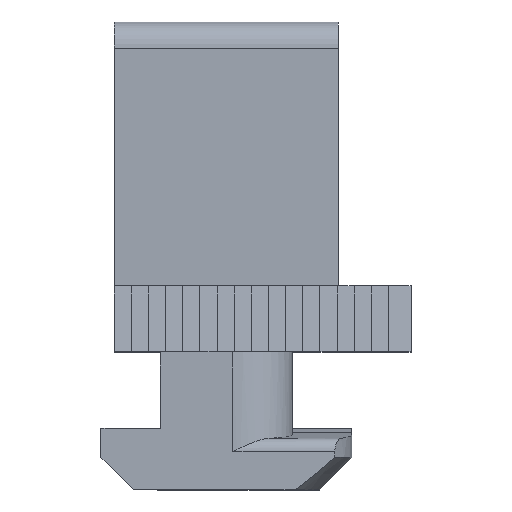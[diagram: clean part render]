
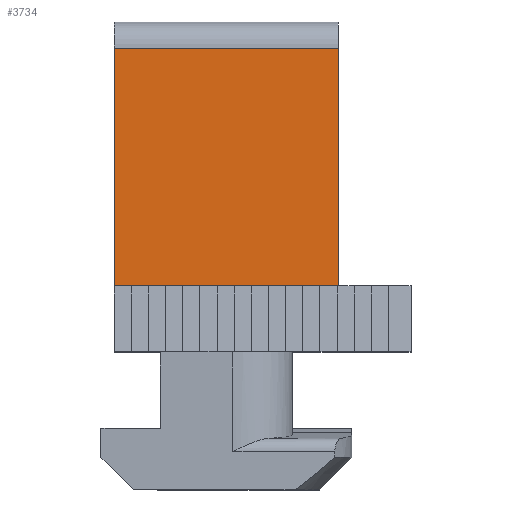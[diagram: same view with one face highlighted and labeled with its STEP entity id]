
A CAD part, top view. The second image highlights one B-rep face of the part: STEP entity #3734.
In plain terms, the highlighted planar face has unit normal (0, 0, 1).
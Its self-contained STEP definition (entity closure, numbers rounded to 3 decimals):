
#1370 = PLANE('',#1371);
#1371 = AXIS2_PLACEMENT_3D('',#1372,#1373,#1374);
#1372 = CARTESIAN_POINT('',(-8.5,-5.,-7.));
#1373 = DIRECTION('',(-1.,0.,0.));
#1374 = DIRECTION('',(0.,0.,1.));
#2139 = PLANE('',#2140);
#2140 = AXIS2_PLACEMENT_3D('',#2141,#2142,#2143);
#2141 = CARTESIAN_POINT('',(8.5,18.,8.));
#2142 = DIRECTION('',(1.,0.,0.));
#2143 = DIRECTION('',(0.,0.,-1.));
#2491 = VERTEX_POINT('',#2492);
#2492 = CARTESIAN_POINT('',(8.5,18.,10.));
#2507 = CYLINDRICAL_SURFACE('',#2508,2.);
#2508 = AXIS2_PLACEMENT_3D('',#2509,#2510,#2511);
#2509 = CARTESIAN_POINT('',(-8.5,18.,8.));
#2510 = DIRECTION('',(-1.,-0.,-0.));
#2511 = DIRECTION('',(0.,0.,-1.));
#2519 = EDGE_CURVE('',#2491,#2520,#2522,.T.);
#2520 = VERTEX_POINT('',#2521);
#2521 = CARTESIAN_POINT('',(8.5,0.,10.));
#2522 = SURFACE_CURVE('',#2523,(#2527,#2534),.PCURVE_S1.);
#2523 = LINE('',#2524,#2525);
#2524 = CARTESIAN_POINT('',(8.5,18.,10.));
#2525 = VECTOR('',#2526,1.);
#2526 = DIRECTION('',(0.,-1.,0.));
#2527 = PCURVE('',#2139,#2528);
#2528 = DEFINITIONAL_REPRESENTATION('',(#2529),#2533);
#2529 = LINE('',#2530,#2531);
#2530 = CARTESIAN_POINT('',(-2.,0.));
#2531 = VECTOR('',#2532,1.);
#2532 = DIRECTION('',(0.,-1.));
#2533 = ( GEOMETRIC_REPRESENTATION_CONTEXT(2) 
PARAMETRIC_REPRESENTATION_CONTEXT() REPRESENTATION_CONTEXT('2D SPACE',''
  ) );
#2534 = PCURVE('',#2535,#2540);
#2535 = PLANE('',#2536);
#2536 = AXIS2_PLACEMENT_3D('',#2537,#2538,#2539);
#2537 = CARTESIAN_POINT('',(-8.5,18.,10.));
#2538 = DIRECTION('',(-0.,0.,1.));
#2539 = DIRECTION('',(1.,0.,0.));
#2540 = DEFINITIONAL_REPRESENTATION('',(#2541),#2545);
#2541 = LINE('',#2542,#2543);
#2542 = CARTESIAN_POINT('',(17.,0.));
#2543 = VECTOR('',#2544,1.);
#2544 = DIRECTION('',(0.,-1.));
#2545 = ( GEOMETRIC_REPRESENTATION_CONTEXT(2) 
PARAMETRIC_REPRESENTATION_CONTEXT() REPRESENTATION_CONTEXT('2D SPACE',''
  ) );
#2563 = PLANE('',#2564);
#2564 = AXIS2_PLACEMENT_3D('',#2565,#2566,#2567);
#2565 = CARTESIAN_POINT('',(-8.5,0.,10.));
#2566 = DIRECTION('',(0.,-1.,0.));
#2567 = DIRECTION('',(0.,0.,-1.));
#3734 = ADVANCED_FACE('',(#3735),#2535,.T.);
#3735 = FACE_BOUND('',#3736,.T.);
#3736 = EDGE_LOOP('',(#3737,#3738,#3761,#3784));
#3737 = ORIENTED_EDGE('',*,*,#2519,.F.);
#3738 = ORIENTED_EDGE('',*,*,#3739,.F.);
#3739 = EDGE_CURVE('',#3740,#2491,#3742,.T.);
#3740 = VERTEX_POINT('',#3741);
#3741 = CARTESIAN_POINT('',(-8.5,18.,10.));
#3742 = SURFACE_CURVE('',#3743,(#3747,#3754),.PCURVE_S1.);
#3743 = LINE('',#3744,#3745);
#3744 = CARTESIAN_POINT('',(-8.5,18.,10.));
#3745 = VECTOR('',#3746,1.);
#3746 = DIRECTION('',(1.,0.,0.));
#3747 = PCURVE('',#2535,#3748);
#3748 = DEFINITIONAL_REPRESENTATION('',(#3749),#3753);
#3749 = LINE('',#3750,#3751);
#3750 = CARTESIAN_POINT('',(0.,0.));
#3751 = VECTOR('',#3752,1.);
#3752 = DIRECTION('',(1.,0.));
#3753 = ( GEOMETRIC_REPRESENTATION_CONTEXT(2) 
PARAMETRIC_REPRESENTATION_CONTEXT() REPRESENTATION_CONTEXT('2D SPACE',''
  ) );
#3754 = PCURVE('',#2507,#3755);
#3755 = DEFINITIONAL_REPRESENTATION('',(#3756),#3760);
#3756 = LINE('',#3757,#3758);
#3757 = CARTESIAN_POINT('',(3.142,0.));
#3758 = VECTOR('',#3759,1.);
#3759 = DIRECTION('',(0.,-1.));
#3760 = ( GEOMETRIC_REPRESENTATION_CONTEXT(2) 
PARAMETRIC_REPRESENTATION_CONTEXT() REPRESENTATION_CONTEXT('2D SPACE',''
  ) );
#3761 = ORIENTED_EDGE('',*,*,#3762,.T.);
#3762 = EDGE_CURVE('',#3740,#3763,#3765,.T.);
#3763 = VERTEX_POINT('',#3764);
#3764 = CARTESIAN_POINT('',(-8.5,0.,10.));
#3765 = SURFACE_CURVE('',#3766,(#3770,#3777),.PCURVE_S1.);
#3766 = LINE('',#3767,#3768);
#3767 = CARTESIAN_POINT('',(-8.5,18.,10.));
#3768 = VECTOR('',#3769,1.);
#3769 = DIRECTION('',(0.,-1.,0.));
#3770 = PCURVE('',#2535,#3771);
#3771 = DEFINITIONAL_REPRESENTATION('',(#3772),#3776);
#3772 = LINE('',#3773,#3774);
#3773 = CARTESIAN_POINT('',(0.,0.));
#3774 = VECTOR('',#3775,1.);
#3775 = DIRECTION('',(0.,-1.));
#3776 = ( GEOMETRIC_REPRESENTATION_CONTEXT(2) 
PARAMETRIC_REPRESENTATION_CONTEXT() REPRESENTATION_CONTEXT('2D SPACE',''
  ) );
#3777 = PCURVE('',#1370,#3778);
#3778 = DEFINITIONAL_REPRESENTATION('',(#3779),#3783);
#3779 = LINE('',#3780,#3781);
#3780 = CARTESIAN_POINT('',(17.,23.));
#3781 = VECTOR('',#3782,1.);
#3782 = DIRECTION('',(0.,-1.));
#3783 = ( GEOMETRIC_REPRESENTATION_CONTEXT(2) 
PARAMETRIC_REPRESENTATION_CONTEXT() REPRESENTATION_CONTEXT('2D SPACE',''
  ) );
#3784 = ORIENTED_EDGE('',*,*,#3785,.T.);
#3785 = EDGE_CURVE('',#3763,#2520,#3786,.T.);
#3786 = SURFACE_CURVE('',#3787,(#3791,#3798),.PCURVE_S1.);
#3787 = LINE('',#3788,#3789);
#3788 = CARTESIAN_POINT('',(-8.5,0.,10.));
#3789 = VECTOR('',#3790,1.);
#3790 = DIRECTION('',(1.,0.,0.));
#3791 = PCURVE('',#2535,#3792);
#3792 = DEFINITIONAL_REPRESENTATION('',(#3793),#3797);
#3793 = LINE('',#3794,#3795);
#3794 = CARTESIAN_POINT('',(0.,-18.));
#3795 = VECTOR('',#3796,1.);
#3796 = DIRECTION('',(1.,0.));
#3797 = ( GEOMETRIC_REPRESENTATION_CONTEXT(2) 
PARAMETRIC_REPRESENTATION_CONTEXT() REPRESENTATION_CONTEXT('2D SPACE',''
  ) );
#3798 = PCURVE('',#2563,#3799);
#3799 = DEFINITIONAL_REPRESENTATION('',(#3800),#3804);
#3800 = LINE('',#3801,#3802);
#3801 = CARTESIAN_POINT('',(0.,0.));
#3802 = VECTOR('',#3803,1.);
#3803 = DIRECTION('',(0.,1.));
#3804 = ( GEOMETRIC_REPRESENTATION_CONTEXT(2) 
PARAMETRIC_REPRESENTATION_CONTEXT() REPRESENTATION_CONTEXT('2D SPACE',''
  ) );
